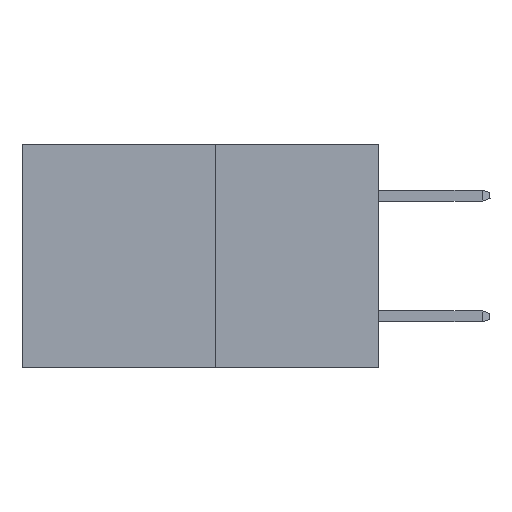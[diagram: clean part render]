
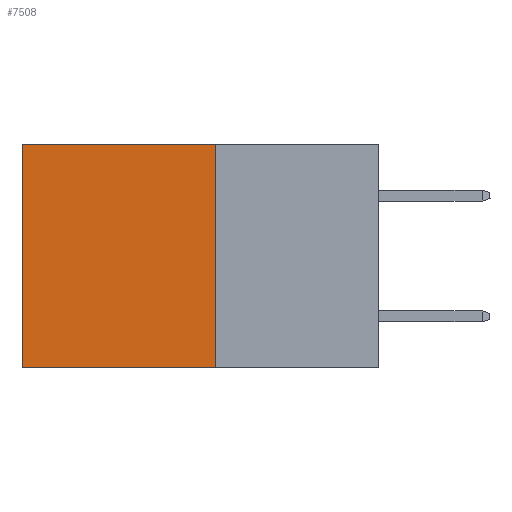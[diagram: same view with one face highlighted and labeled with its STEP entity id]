
A CAD part, left-side view. The second image highlights one B-rep face of the part: STEP entity #7508.
In plain terms, the highlighted planar face has unit normal (-1, 0, 0).
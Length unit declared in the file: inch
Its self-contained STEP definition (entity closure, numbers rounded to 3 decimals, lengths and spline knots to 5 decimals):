
#155 = LINE ( 'NONE', #14125, #31622 ) ;
#263 = AXIS2_PLACEMENT_3D ( 'NONE', #15698, #14718, #13897 ) ;
#1099 = ORIENTED_EDGE ( 'NONE', *, *, #10500, .T. ) ;
#1678 = DIRECTION ( 'NONE',  ( 0., 0., -1. ) ) ;
#3760 = CARTESIAN_POINT ( 'NONE',  ( 0.277, 0.27, -0.37 ) ) ;
#4146 = EDGE_LOOP ( 'NONE', ( #11278, #31767, #26032, #1099 ) ) ;
#7508 = ADVANCED_FACE ( 'NONE', ( #27500 ), #15152, .F. ) ;
#8184 = CARTESIAN_POINT ( 'NONE',  ( 0.277, 0.27, -0.37 ) ) ;
#9308 = CARTESIAN_POINT ( 'NONE',  ( 0.277, 0.59, -0.37 ) ) ;
#9797 = EDGE_CURVE ( 'NONE', #12248, #16625, #15347, .T. ) ;
#10500 = EDGE_CURVE ( 'NONE', #22797, #21356, #26551, .T. ) ;
#11278 = ORIENTED_EDGE ( 'NONE', *, *, #15288, .T. ) ;
#12248 = VERTEX_POINT ( 'NONE', #3760 ) ;
#12395 = LINE ( 'NONE', #12597, #31309 ) ;
#12597 = CARTESIAN_POINT ( 'NONE',  ( 0.277, 0.27, -0.37 ) ) ;
#13897 = DIRECTION ( 'NONE',  ( 0., 0., -1. ) ) ;
#14125 = CARTESIAN_POINT ( 'NONE',  ( 0.277, 0.59, -0.37 ) ) ;
#14150 = EDGE_CURVE ( 'NONE', #22797, #12248, #12395, .T. ) ;
#14718 = DIRECTION ( 'NONE',  ( 1., 0., 0. ) ) ;
#15152 = PLANE ( 'NONE',  #263 ) ;
#15288 = EDGE_CURVE ( 'NONE', #21356, #16625, #155, .T. ) ;
#15347 = LINE ( 'NONE', #8184, #27780 ) ;
#15578 = DIRECTION ( 'NONE',  ( 0., 1., 0. ) ) ;
#15642 = DIRECTION ( 'NONE',  ( 0., 1., 0. ) ) ;
#15698 = CARTESIAN_POINT ( 'NONE',  ( 0.277, 0.27, -0.37 ) ) ;
#16625 = VERTEX_POINT ( 'NONE', #9308 ) ;
#19999 = VECTOR ( 'NONE', #15642, 39.37008 ) ;
#21356 = VERTEX_POINT ( 'NONE', #24720 ) ;
#22600 = DIRECTION ( 'NONE',  ( 0., 0., -1. ) ) ;
#22797 = VERTEX_POINT ( 'NONE', #32019 ) ;
#24720 = CARTESIAN_POINT ( 'NONE',  ( 0.277, 0.59, 0. ) ) ;
#26032 = ORIENTED_EDGE ( 'NONE', *, *, #14150, .F. ) ;
#26551 = LINE ( 'NONE', #28012, #19999 ) ;
#27500 = FACE_OUTER_BOUND ( 'NONE', #4146, .T. ) ;
#27780 = VECTOR ( 'NONE', #15578, 39.37008 ) ;
#28012 = CARTESIAN_POINT ( 'NONE',  ( 0.277, 0.27, 0. ) ) ;
#31309 = VECTOR ( 'NONE', #22600, 39.37008 ) ;
#31622 = VECTOR ( 'NONE', #1678, 39.37008 ) ;
#31767 = ORIENTED_EDGE ( 'NONE', *, *, #9797, .F. ) ;
#32019 = CARTESIAN_POINT ( 'NONE',  ( 0.277, 0.27, 0. ) ) ;
